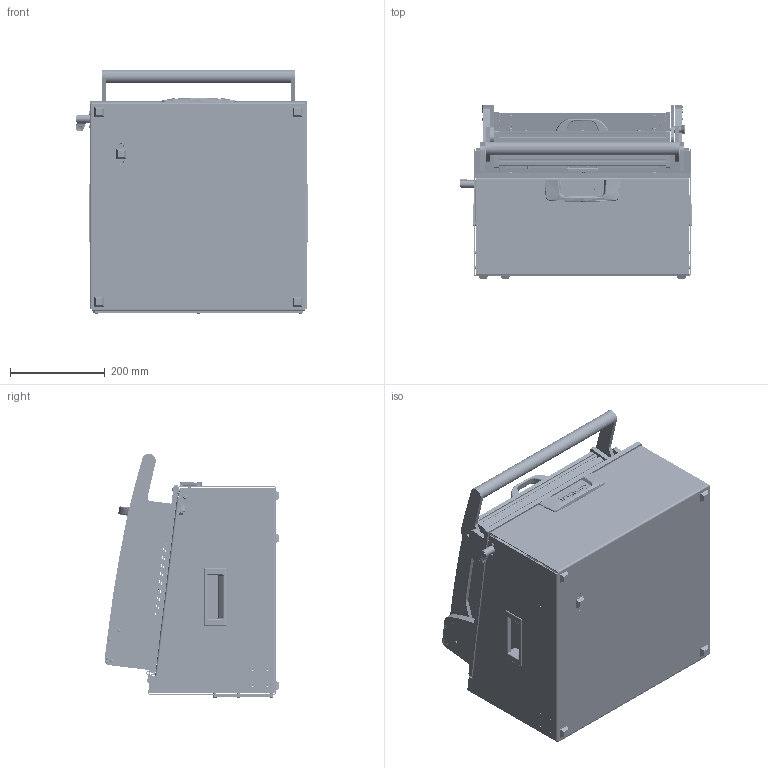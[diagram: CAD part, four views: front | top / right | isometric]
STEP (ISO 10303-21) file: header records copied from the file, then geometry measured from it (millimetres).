
FILE_DESCRIPTION (( 'STEP AP214' ), '1' );
FILE_NAME ('INGUN_101930.STEP', '2023-01-10T09:19:20', ( '' ), ( '' ), 'SwSTEP 2.0', 'SolidWorks 2021', '' );
FILE_SCHEMA (( 'AUTOMOTIVE_DESIGN' ));
Length unit declared in the file: millimetre
Products named in the file (116): 53837~3_KUNDE<S>; 45904-KIT~2_ICT Stellung kontaktiert<S>; Gewindebuchse~n_M04-09,5 offen; 39892~7_KUNDE<S>; 53031~0_S; 45905~4_ICT Stellung (kontaktiert) <S>; DIN914~n_M04,0x05; 2229~6; 49317~0; 48522~5_KUNDE<S>; 113165~0_S; 109951~0_KUNDE<S>; 30984~0_S; DIN7991~n_M03,0x006; 45711~2; 112064~0_S; 30758~0_S; ISO7380~n_M04,0x016; DIN125~n_03,2 M03,0; 111995~1_S; DIN6325~n_03,0m6x016; Gewindebuchse~n_M05-03,9 offen; 8804~0; 20901~0_ohne Schiebeteil<Standard>; 3381~0; 35662~11_S; 53836~2_KUNDE<S>; 2281~0; DIN6325~n_03,0m6x024; 43627~0_Hub 22,5mm<Standard>; 53032~0_S; 35648~17; DIN7979~n_04,0m6x020M3; DIN912~n_M03,0x012; 114566~0_S; 110705~2_S; ISO7380~n_M04,0x010; 55713~1_KUNDE<S>; K_02037~0; 109949~0_KUNDE<S> ...
Assembly tree (244 placements, depth 7):
  INGUN_101930
    53888~2_KUNDE<S>
      33449~5_S
        33453~5
        30758~0_S  x2
          30758_01~0_S
          30758_02~0_S
          38564~0
        31199~3_S
        20902~0
        2720~0  x5
        53032~0_S
        20901~0_Abstand 296<Standard>
          20901~0_ohne Schiebeteil<Standard>
          20901_01~0
        32462~0_S
        32171~0_S
        29805~4_geschlossen<S>
          110322~4_S
          110705~2_S
          30984~0_S
          110231~1_S
          110443~0_S
          30112~0
          ISO7380~n_M05,0x030
          ISO7380~n_M04,0x008  x2
          DIN914~n_M04,0x05
        35334~0_S
        DIN7991~n_M05,0x016
        ISO7380~n_M04,0x010  x4
        DIN7991~n_M05,0x012  x2
        8804~0
        DIN985-A2~n_M05,0  x3
        DIN125~n_05,3 M05,0 Fase  x2
      48522~5_KUNDE<S>
        48517~5_S
          35648~17
          48512~0_S
          35662~11_S
          35663~9_S
          48509~2_S
          2281~0_180ø<Standard>  x2
            2281~0
          112064~0_S  x2
          53031~0_S
          114566~0_S  x2
            112087~1_S
              111995~1_S
              112086~2_S
              DIN125~n_05,3 M05,0 Fase
            49317~0
            DIN912~n_M04,0x016
            DIN125~n_04,3 M04,0
            DIN125~n_06,4 M06,0 Fase
          DIN7991~n_M05,0x016  x10
          DIN125~n_05,3 M05,0 Fase  x4
          DIN934~n_M05,0  x4
          DIN7991~n_M05,0x020  x6
          DIN6325~n_06,0m6x012  x2
          DIN6325~n_04,0m6x014  x2
Bounding box: 491.5 x 369.75 x 516.87 mm (x, y, z)
Volume: 7983224.7 mm3; surface area: 3666020.9 mm2
Topology: 256 solids, 256 shells, 7119 faces, 17539 edges, 11212 vertices
Faces by surface type: plane 2929, cylinder 2817, cone 837, bspline 288, torus 150, sphere 98
Entity records: 142030 total; most frequent: CARTESIAN_POINT 39125, DIRECTION 20586, ORIENTED_EDGE 19162, EDGE_CURVE 9581, AXIS2_PLACEMENT_3D 7764, VERTEX_POINT 6176, LINE 5058, VECTOR 5058
